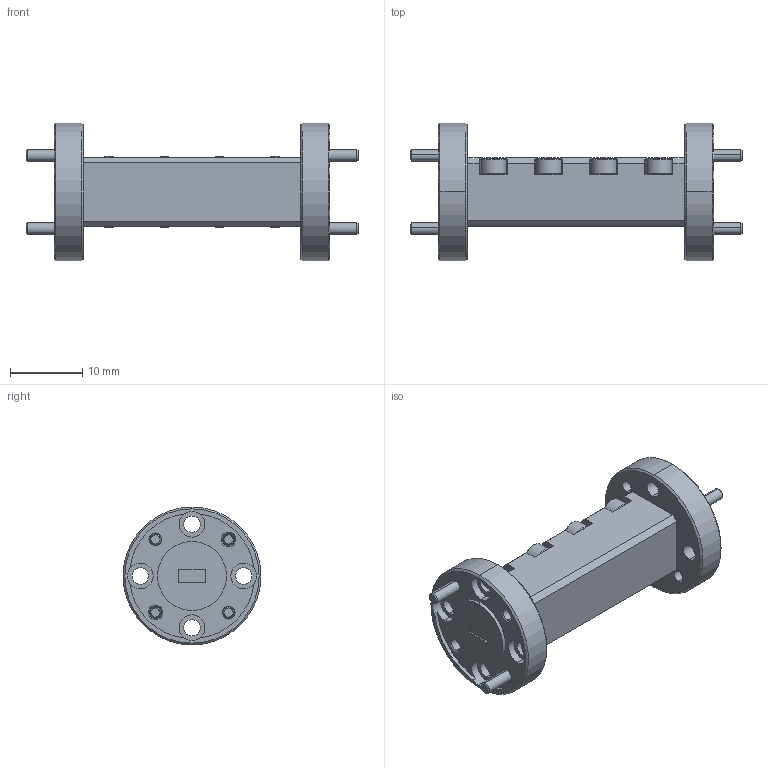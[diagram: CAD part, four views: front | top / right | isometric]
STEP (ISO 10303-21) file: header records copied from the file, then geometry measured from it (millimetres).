
FILE_DESCRIPTION (( 'STEP AP203' ), '1' );
FILE_NAME ('DMWF-15-151-HA1.STEP', '2024-10-04T19:42:30', ( '' ), ( '' ), 'SwSTEP 2.0', 'SolidWorks 2021', '' );
FILE_SCHEMA (( 'CONFIG_CONTROL_DESIGN' ));
Length unit declared in the file: inch
Products named in the file (1): DMWF-15-151-HA1
Bounding box: 45.85 x 19.05 x 19.05 mm (x, y, z)
Volume: 4581.6 mm3; surface area: 3435.9 mm2
Topology: 5 solids, 5 shells, 366 faces, 828 edges, 496 vertices
Faces by surface type: plane 138, cone 128, cylinder 100
Entity records: 10467 total; most frequent: CARTESIAN_POINT 2003, DIRECTION 1850, ORIENTED_EDGE 1656, EDGE_CURVE 828, AXIS2_PLACEMENT_3D 711, VERTEX_POINT 496, LINE 428, VECTOR 428
